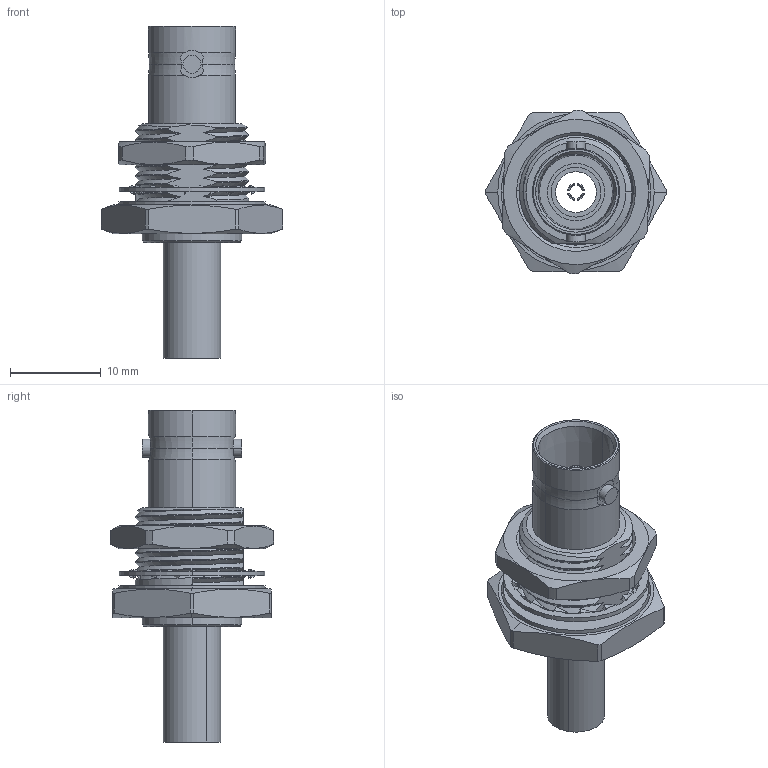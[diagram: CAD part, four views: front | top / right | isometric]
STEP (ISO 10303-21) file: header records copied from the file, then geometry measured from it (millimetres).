
FILE_DESCRIPTION (( 'STEP AP214' ), '1' );
FILE_NAME ('10-258-B36-FA.STEP', '2022-09-13T07:53:26', ( '' ), ( '' ), 'SwSTEP 2.0', 'SolidWorks 2022', '' );
FILE_SCHEMA (( 'AUTOMOTIVE_DESIGN' ));
Length unit declared in the file: millimetre
Products named in the file (1): 10-258-B36-FA
Bounding box: 20 x 18 x 36.6 mm (x, y, z)
Surface area: 3184 mm2 (no closed solid volume)
Topology: 0 solids, 11 shells, 230 faces, 717 edges, 471 vertices
Faces by surface type: bspline 73, cylinder 61, plane 54, cone 36, torus 6
Entity records: 14408 total; most frequent: CARTESIAN_POINT 8639, ORIENTED_EDGE 1211, DIRECTION 1038, EDGE_CURVE 717, VERTEX_POINT 471, LINE 374, VECTOR 374, AXIS2_PLACEMENT_3D 332
